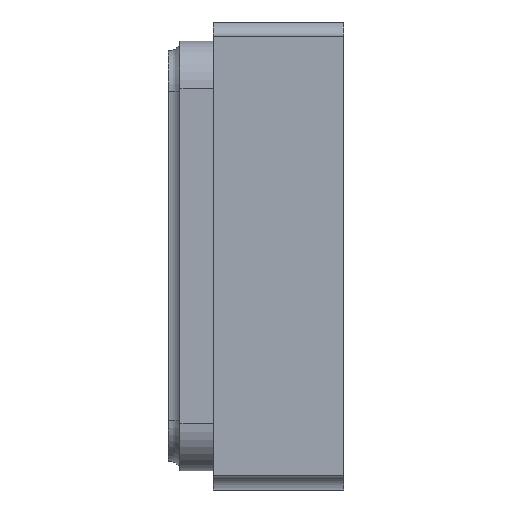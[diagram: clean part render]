
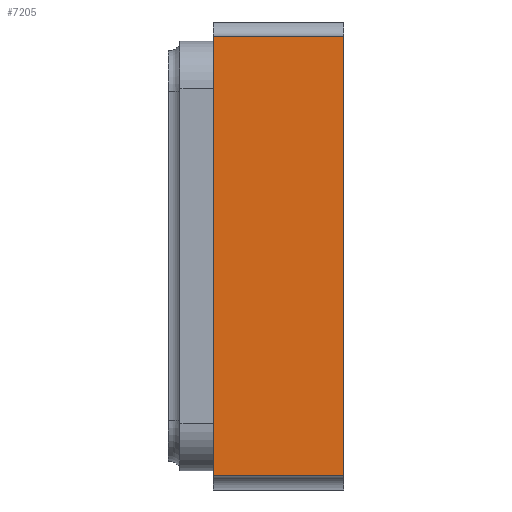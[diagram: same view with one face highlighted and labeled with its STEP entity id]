
A CAD part, left-side view. The second image highlights one B-rep face of the part: STEP entity #7205.
In plain terms, the highlighted planar face has unit normal (-1, 0, 0).
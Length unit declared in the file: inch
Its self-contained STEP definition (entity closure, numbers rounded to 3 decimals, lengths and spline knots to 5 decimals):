
#206 = EDGE_LOOP ( 'NONE', ( #6007, #7515, #12990, #13056 ) ) ;
#278 = VECTOR ( 'NONE', #11630, 39.37008 ) ;
#1155 = VECTOR ( 'NONE', #7011, 39.37008 ) ;
#1832 = CARTESIAN_POINT ( 'NONE',  ( -1.82373, -0.08789, 1.07969 ) ) ;
#2136 = VERTEX_POINT ( 'NONE', #14506 ) ;
#2508 = DIRECTION ( 'NONE',  ( 1., 0., 0. ) ) ;
#2904 = LINE ( 'NONE', #14744, #16354 ) ;
#3676 = LINE ( 'NONE', #9196, #278 ) ;
#4221 = LINE ( 'NONE', #12169, #16511 ) ;
#5073 = EDGE_CURVE ( 'NONE', #7314, #15164, #9584, .T. ) ;
#5115 = CARTESIAN_POINT ( 'NONE',  ( -1.82373, -0.14289, 0.88869 ) ) ;
#5722 = EDGE_CURVE ( 'NONE', #2136, #7314, #3676, .T. ) ;
#6007 = ORIENTED_EDGE ( 'NONE', *, *, #5073, .F. ) ;
#6833 = CARTESIAN_POINT ( 'NONE',  ( -1.82373, -0.08789, 0.89469 ) ) ;
#7011 = DIRECTION ( 'NONE',  ( 0., 0., 1. ) ) ;
#7205 = ADVANCED_FACE ( 'NONE', ( #12872 ), #12956, .F. ) ;
#7314 = VERTEX_POINT ( 'NONE', #6833 ) ;
#7515 = ORIENTED_EDGE ( 'NONE', *, *, #5722, .F. ) ;
#7687 = AXIS2_PLACEMENT_3D ( 'NONE', #5115, #2508, #15664 ) ;
#8596 = VERTEX_POINT ( 'NONE', #17027 ) ;
#9196 = CARTESIAN_POINT ( 'NONE',  ( -1.82373, -0.14289, 0.89469 ) ) ;
#9584 = LINE ( 'NONE', #14702, #1155 ) ;
#11206 = EDGE_CURVE ( 'NONE', #8596, #15164, #2904, .T. ) ;
#11630 = DIRECTION ( 'NONE',  ( 0., 1., 0. ) ) ;
#12169 = CARTESIAN_POINT ( 'NONE',  ( -1.82373, -0.14289, 0.88869 ) ) ;
#12872 = FACE_OUTER_BOUND ( 'NONE', #206, .T. ) ;
#12956 = PLANE ( 'NONE',  #7687 ) ;
#12990 = ORIENTED_EDGE ( 'NONE', *, *, #16204, .T. ) ;
#13056 = ORIENTED_EDGE ( 'NONE', *, *, #11206, .T. ) ;
#14506 = CARTESIAN_POINT ( 'NONE',  ( -1.82373, -0.14289, 0.89469 ) ) ;
#14702 = CARTESIAN_POINT ( 'NONE',  ( -1.82373, -0.08789, 0.88869 ) ) ;
#14744 = CARTESIAN_POINT ( 'NONE',  ( -1.82373, -0.14289, 1.07969 ) ) ;
#15164 = VERTEX_POINT ( 'NONE', #1832 ) ;
#15664 = DIRECTION ( 'NONE',  ( 0., 0., -1. ) ) ;
#15899 = DIRECTION ( 'NONE',  ( 0., 1., 0. ) ) ;
#15927 = DIRECTION ( 'NONE',  ( 0., 0., 1. ) ) ;
#16204 = EDGE_CURVE ( 'NONE', #2136, #8596, #4221, .T. ) ;
#16354 = VECTOR ( 'NONE', #15899, 39.37008 ) ;
#16511 = VECTOR ( 'NONE', #15927, 39.37008 ) ;
#17027 = CARTESIAN_POINT ( 'NONE',  ( -1.82373, -0.14289, 1.07969 ) ) ;
